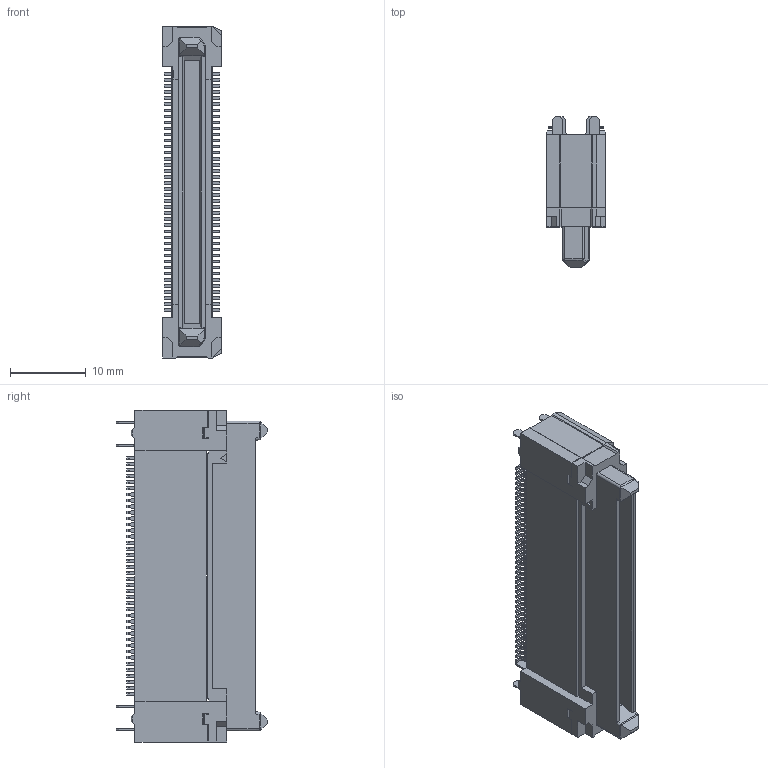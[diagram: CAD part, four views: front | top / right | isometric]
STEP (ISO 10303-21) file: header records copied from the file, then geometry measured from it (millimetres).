
FILE_DESCRIPTION(('CoCreate Modeling STEP Export'),'2;1');
FILE_NAME('FX18-80P-0.8SV10.stp','2011-12-09T14:50:52',(''),(''),'CoCreate Modeling STEP processor for AP214 (Solid Model)','CoCreate Modeling 17.0 01-Apr-2010 (C) Parametric Technology GmbH','');
FILE_SCHEMA(('AUTOMOTIVE_DESIGN { 1 0 10303 214 1 1 1 1 }'));
Length unit declared in the file: millimetre
Products named in the file (1): FX18-80P-0.8SV10
Bounding box: 7.8 x 20 x 43.9 mm (x, y, z)
Volume: 3302.3 mm3; surface area: 3219.7 mm2
Topology: 1 solids, 1 shells, 1251 faces, 3483 edges, 2314 vertices
Faces by surface type: plane 1063, cylinder 184, sphere 4
Entity records: 39506 total; most frequent: CARTESIAN_POINT 7024, ORIENTED_EDGE 6958, DIRECTION 6321, EDGE_CURVE 3479, VECTOR 3099, LINE 3099, VERTEX_POINT 2314, AXIS2_PLACEMENT_3D 1611
